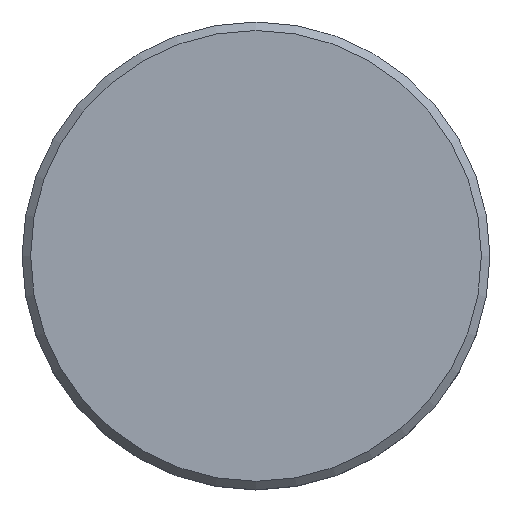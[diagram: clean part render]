
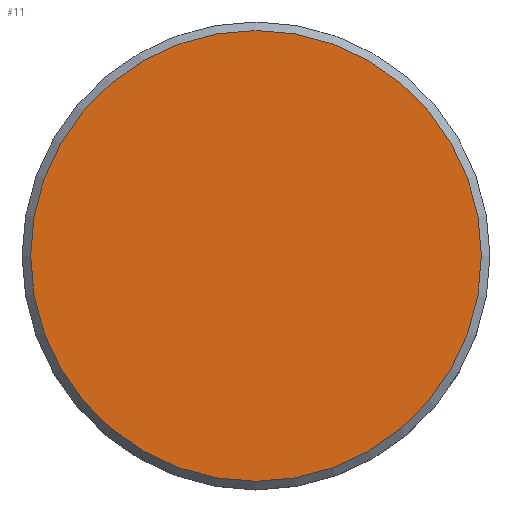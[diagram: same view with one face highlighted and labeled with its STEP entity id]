
A CAD part, top view. The second image highlights one B-rep face of the part: STEP entity #11.
In plain terms, the highlighted planar face has unit normal (0, 0, 1).
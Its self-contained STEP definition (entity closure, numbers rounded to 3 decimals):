
#8 = DIRECTION ( 'NONE',  ( 1., 0., 0. ) ) ;
#11 = ADVANCED_FACE ( 'NONE', ( #90 ), #19, .T. ) ;
#18 = ORIENTED_EDGE ( 'NONE', *, *, #85, .T. ) ;
#19 = PLANE ( 'NONE',  #50 ) ;
#50 = AXIS2_PLACEMENT_3D ( 'NONE', #70, #124, #95 ) ;
#60 = CIRCLE ( 'NONE', #126, 5.3 ) ;
#70 = CARTESIAN_POINT ( 'NONE',  ( 0., 0., 3. ) ) ;
#77 = DIRECTION ( 'NONE',  ( 0., 0., 1. ) ) ;
#85 = EDGE_CURVE ( 'NONE', #156, #156, #60, .T. ) ;
#90 = FACE_OUTER_BOUND ( 'NONE', #122, .T. ) ;
#95 = DIRECTION ( 'NONE',  ( 1., 0., 0. ) ) ;
#122 = EDGE_LOOP ( 'NONE', ( #18 ) ) ;
#124 = DIRECTION ( 'NONE',  ( 0., 0., 1. ) ) ;
#126 = AXIS2_PLACEMENT_3D ( 'NONE', #127, #77, #8 ) ;
#127 = CARTESIAN_POINT ( 'NONE',  ( 0., 0., 3. ) ) ;
#143 = CARTESIAN_POINT ( 'NONE',  ( 5.3, 0., 3. ) ) ;
#156 = VERTEX_POINT ( 'NONE', #143 ) ;
